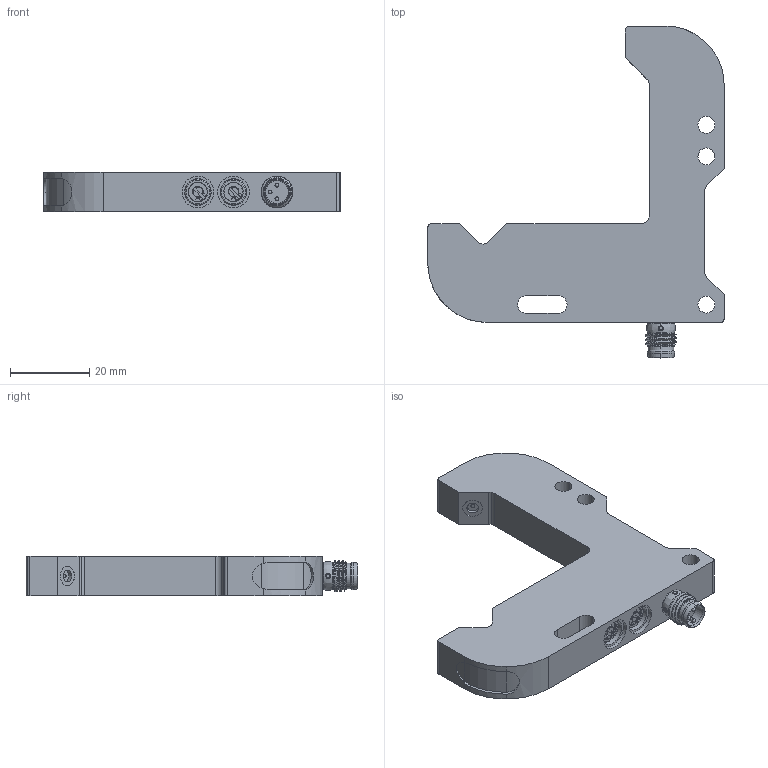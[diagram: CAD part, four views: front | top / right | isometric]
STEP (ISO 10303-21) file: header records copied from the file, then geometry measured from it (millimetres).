
FILE_DESCRIPTION(('STEP AP214'),'1');
FILE_NAME('tmp0.step','2023-11-15T08:45:13',(' '),(' '),'Spatial InterOp 3D',' ',' ');
FILE_SCHEMA(('automotive_design'));
Length unit declared in the file: millimetre
Products named in the file (1): 1
Bounding box: 75 x 84 x 10 mm (x, y, z)
Volume: 25234.6 mm3; surface area: 9521.2 mm2
Topology: 1 solids, 11 shells, 297 faces, 757 edges, 487 vertices
Faces by surface type: cylinder 117, bspline 74, plane 55, cone 30, torus 18, sphere 3
Entity records: 18053 total; most frequent: CARTESIAN_POINT 7925, ORIENTED_EDGE 1502, DIRECTION 1339, EDGE_CURVE 751, AXIS2_PLACEMENT_3D 517, VERTEX_POINT 487, STYLED_ITEM 464, PRESENTATION_STYLE_ASSIGNMENT 464
